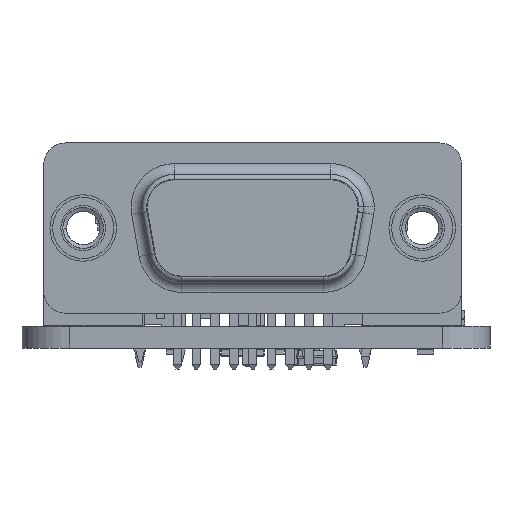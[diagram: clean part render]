
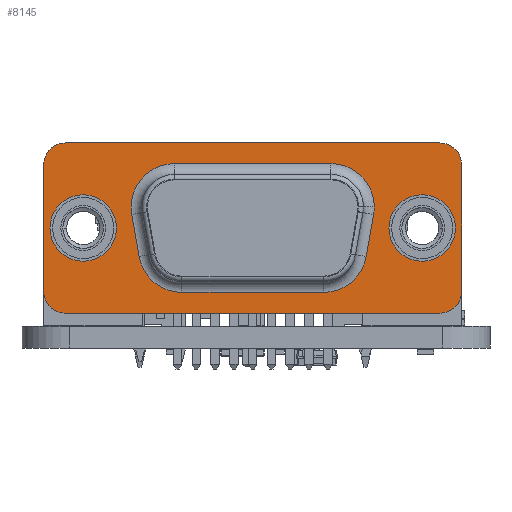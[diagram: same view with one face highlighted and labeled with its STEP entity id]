
A CAD part, left-side view. The second image highlights one B-rep face of the part: STEP entity #8145.
In plain terms, the highlighted face is planar.
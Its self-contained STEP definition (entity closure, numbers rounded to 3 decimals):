
#7788 = VERTEX_POINT('',#7789);
#7789 = CARTESIAN_POINT('',(14.945,7.2,9.5));
#7795 = EDGE_CURVE('',#7796,#7788,#7798,.T.);
#7796 = VERTEX_POINT('',#7797);
#7797 = CARTESIAN_POINT('',(10.045,7.2,9.5));
#7798 = CIRCLE('',#7799,2.45);
#7799 = AXIS2_PLACEMENT_3D('',#7800,#7801,#7802);
#7800 = CARTESIAN_POINT('',(12.495,7.2,9.5));
#7801 = DIRECTION('',(0.,0.,1.));
#7802 = DIRECTION('',(-1.,0.,0.));
#7830 = VERTEX_POINT('',#7831);
#7831 = CARTESIAN_POINT('',(-10.045,7.2,9.5));
#7837 = EDGE_CURVE('',#7838,#7830,#7840,.T.);
#7838 = VERTEX_POINT('',#7839);
#7839 = CARTESIAN_POINT('',(-14.945,7.2,9.5));
#7840 = CIRCLE('',#7841,2.45);
#7841 = AXIS2_PLACEMENT_3D('',#7842,#7843,#7844);
#7842 = CARTESIAN_POINT('',(-12.495,7.2,9.5));
#7843 = DIRECTION('',(0.,0.,1.));
#7844 = DIRECTION('',(1.,0.,0.));
#7912 = VERTEX_POINT('',#7913);
#7913 = CARTESIAN_POINT('',(5.765,11.95,9.5));
#7922 = EDGE_CURVE('',#7912,#7923,#7925,.T.);
#7923 = VERTEX_POINT('',#7924);
#7924 = CARTESIAN_POINT('',(8.965,8.75,9.5));
#7925 = CIRCLE('',#7926,3.2);
#7926 = AXIS2_PLACEMENT_3D('',#7927,#7928,#7929);
#7927 = CARTESIAN_POINT('',(5.765,8.75,9.5));
#7928 = DIRECTION('',(0.,-0.,-1.));
#7929 = DIRECTION('',(1.,0.,0.));
#8145 = ADVANCED_FACE('',(#8146,#8156,#8166,#8235),#8305,.T.);
#8146 = FACE_BOUND('',#8147,.T.);
#8147 = EDGE_LOOP('',(#8148,#8155));
#8148 = ORIENTED_EDGE('',*,*,#8149,.F.);
#8149 = EDGE_CURVE('',#7788,#7796,#8150,.T.);
#8150 = CIRCLE('',#8151,2.45);
#8151 = AXIS2_PLACEMENT_3D('',#8152,#8153,#8154);
#8152 = CARTESIAN_POINT('',(12.495,7.2,9.5));
#8153 = DIRECTION('',(0.,0.,1.));
#8154 = DIRECTION('',(-1.,0.,0.));
#8155 = ORIENTED_EDGE('',*,*,#7795,.F.);
#8156 = FACE_BOUND('',#8157,.T.);
#8157 = EDGE_LOOP('',(#8158,#8165));
#8158 = ORIENTED_EDGE('',*,*,#8159,.F.);
#8159 = EDGE_CURVE('',#7830,#7838,#8160,.T.);
#8160 = CIRCLE('',#8161,2.45);
#8161 = AXIS2_PLACEMENT_3D('',#8162,#8163,#8164);
#8162 = CARTESIAN_POINT('',(-12.495,7.2,9.5));
#8163 = DIRECTION('',(0.,0.,1.));
#8164 = DIRECTION('',(1.,0.,0.));
#8165 = ORIENTED_EDGE('',*,*,#7837,.F.);
#8166 = FACE_BOUND('',#8167,.T.);
#8167 = EDGE_LOOP('',(#8168,#8176,#8177,#8186,#8194,#8203,#8211,#8220,
    #8228));
#8168 = ORIENTED_EDGE('',*,*,#8169,.T.);
#8169 = EDGE_CURVE('',#8170,#7912,#8172,.T.);
#8170 = VERTEX_POINT('',#8171);
#8171 = CARTESIAN_POINT('',(-5.765,11.95,9.5));
#8172 = LINE('',#8173,#8174);
#8173 = CARTESIAN_POINT('',(0.,11.95,9.5));
#8174 = VECTOR('',#8175,1.);
#8175 = DIRECTION('',(1.,0.,0.));
#8176 = ORIENTED_EDGE('',*,*,#7922,.T.);
#8177 = ORIENTED_EDGE('',*,*,#8178,.T.);
#8178 = EDGE_CURVE('',#7923,#8179,#8181,.T.);
#8179 = VERTEX_POINT('',#8180);
#8180 = CARTESIAN_POINT('',(8.916,8.194,9.5));
#8181 = CIRCLE('',#8182,3.2);
#8182 = AXIS2_PLACEMENT_3D('',#8183,#8184,#8185);
#8183 = CARTESIAN_POINT('',(5.765,8.75,9.5));
#8184 = DIRECTION('',(0.,0.,-1.));
#8185 = DIRECTION('',(1.,0.,0.));
#8186 = ORIENTED_EDGE('',*,*,#8187,.T.);
#8187 = EDGE_CURVE('',#8179,#8188,#8190,.T.);
#8188 = VERTEX_POINT('',#8189);
#8189 = CARTESIAN_POINT('',(8.37,5.094,9.5));
#8190 = LINE('',#8191,#8192);
#8191 = CARTESIAN_POINT('',(8.477,5.705,9.5));
#8192 = VECTOR('',#8193,1.);
#8193 = DIRECTION('',(-0.174,-0.985,-0.));
#8194 = ORIENTED_EDGE('',*,*,#8195,.T.);
#8195 = EDGE_CURVE('',#8188,#8196,#8198,.T.);
#8196 = VERTEX_POINT('',#8197);
#8197 = CARTESIAN_POINT('',(5.218,2.45,9.5));
#8198 = CIRCLE('',#8199,3.2);
#8199 = AXIS2_PLACEMENT_3D('',#8200,#8201,#8202);
#8200 = CARTESIAN_POINT('',(5.218,5.65,9.5));
#8201 = DIRECTION('',(0.,0.,-1.));
#8202 = DIRECTION('',(1.,0.,0.));
#8203 = ORIENTED_EDGE('',*,*,#8204,.T.);
#8204 = EDGE_CURVE('',#8196,#8205,#8207,.T.);
#8205 = VERTEX_POINT('',#8206);
#8206 = CARTESIAN_POINT('',(-5.218,2.45,9.5));
#8207 = LINE('',#8208,#8209);
#8208 = CARTESIAN_POINT('',(0.,2.45,9.5));
#8209 = VECTOR('',#8210,1.);
#8210 = DIRECTION('',(-1.,-0.,-0.));
#8211 = ORIENTED_EDGE('',*,*,#8212,.T.);
#8212 = EDGE_CURVE('',#8205,#8213,#8215,.T.);
#8213 = VERTEX_POINT('',#8214);
#8214 = CARTESIAN_POINT('',(-8.37,5.094,9.5));
#8215 = CIRCLE('',#8216,3.2);
#8216 = AXIS2_PLACEMENT_3D('',#8217,#8218,#8219);
#8217 = CARTESIAN_POINT('',(-5.218,5.65,9.5));
#8218 = DIRECTION('',(0.,0.,-1.));
#8219 = DIRECTION('',(1.,0.,0.));
#8220 = ORIENTED_EDGE('',*,*,#8221,.T.);
#8221 = EDGE_CURVE('',#8213,#8222,#8224,.T.);
#8222 = VERTEX_POINT('',#8223);
#8223 = CARTESIAN_POINT('',(-8.916,8.194,9.5));
#8224 = LINE('',#8225,#8226);
#8225 = CARTESIAN_POINT('',(-8.477,5.705,9.5));
#8226 = VECTOR('',#8227,1.);
#8227 = DIRECTION('',(-0.174,0.985,0.));
#8228 = ORIENTED_EDGE('',*,*,#8229,.T.);
#8229 = EDGE_CURVE('',#8222,#8170,#8230,.T.);
#8230 = CIRCLE('',#8231,3.2);
#8231 = AXIS2_PLACEMENT_3D('',#8232,#8233,#8234);
#8232 = CARTESIAN_POINT('',(-5.765,8.75,9.5));
#8233 = DIRECTION('',(0.,0.,-1.));
#8234 = DIRECTION('',(1.,0.,0.));
#8235 = FACE_BOUND('',#8236,.T.);
#8236 = EDGE_LOOP('',(#8237,#8247,#8256,#8264,#8273,#8281,#8290,#8298));
#8237 = ORIENTED_EDGE('',*,*,#8238,.T.);
#8238 = EDGE_CURVE('',#8239,#8241,#8243,.T.);
#8239 = VERTEX_POINT('',#8240);
#8240 = CARTESIAN_POINT('',(-15.405,11.875,9.5));
#8241 = VERTEX_POINT('',#8242);
#8242 = CARTESIAN_POINT('',(-15.405,2.525,9.5));
#8243 = LINE('',#8244,#8245);
#8244 = CARTESIAN_POINT('',(-15.405,0.925,9.5));
#8245 = VECTOR('',#8246,1.);
#8246 = DIRECTION('',(-0.,-1.,-0.));
#8247 = ORIENTED_EDGE('',*,*,#8248,.T.);
#8248 = EDGE_CURVE('',#8241,#8249,#8251,.T.);
#8249 = VERTEX_POINT('',#8250);
#8250 = CARTESIAN_POINT('',(-13.805,0.925,9.5));
#8251 = CIRCLE('',#8252,1.6);
#8252 = AXIS2_PLACEMENT_3D('',#8253,#8254,#8255);
#8253 = CARTESIAN_POINT('',(-13.805,2.525,9.5));
#8254 = DIRECTION('',(0.,0.,1.));
#8255 = DIRECTION('',(1.,0.,0.));
#8256 = ORIENTED_EDGE('',*,*,#8257,.T.);
#8257 = EDGE_CURVE('',#8249,#8258,#8260,.T.);
#8258 = VERTEX_POINT('',#8259);
#8259 = CARTESIAN_POINT('',(13.805,0.925,9.5));
#8260 = LINE('',#8261,#8262);
#8261 = CARTESIAN_POINT('',(15.405,0.925,9.5));
#8262 = VECTOR('',#8263,1.);
#8263 = DIRECTION('',(1.,0.,0.));
#8264 = ORIENTED_EDGE('',*,*,#8265,.T.);
#8265 = EDGE_CURVE('',#8258,#8266,#8268,.T.);
#8266 = VERTEX_POINT('',#8267);
#8267 = CARTESIAN_POINT('',(15.405,2.525,9.5));
#8268 = CIRCLE('',#8269,1.6);
#8269 = AXIS2_PLACEMENT_3D('',#8270,#8271,#8272);
#8270 = CARTESIAN_POINT('',(13.805,2.525,9.5));
#8271 = DIRECTION('',(0.,0.,1.));
#8272 = DIRECTION('',(1.,0.,0.));
#8273 = ORIENTED_EDGE('',*,*,#8274,.T.);
#8274 = EDGE_CURVE('',#8266,#8275,#8277,.T.);
#8275 = VERTEX_POINT('',#8276);
#8276 = CARTESIAN_POINT('',(15.405,11.875,9.5));
#8277 = LINE('',#8278,#8279);
#8278 = CARTESIAN_POINT('',(15.405,0.925,9.5));
#8279 = VECTOR('',#8280,1.);
#8280 = DIRECTION('',(0.,1.,0.));
#8281 = ORIENTED_EDGE('',*,*,#8282,.T.);
#8282 = EDGE_CURVE('',#8275,#8283,#8285,.T.);
#8283 = VERTEX_POINT('',#8284);
#8284 = CARTESIAN_POINT('',(13.805,13.475,9.5));
#8285 = CIRCLE('',#8286,1.6);
#8286 = AXIS2_PLACEMENT_3D('',#8287,#8288,#8289);
#8287 = CARTESIAN_POINT('',(13.805,11.875,9.5));
#8288 = DIRECTION('',(0.,0.,1.));
#8289 = DIRECTION('',(1.,0.,0.));
#8290 = ORIENTED_EDGE('',*,*,#8291,.T.);
#8291 = EDGE_CURVE('',#8283,#8292,#8294,.T.);
#8292 = VERTEX_POINT('',#8293);
#8293 = CARTESIAN_POINT('',(-13.805,13.475,9.5));
#8294 = LINE('',#8295,#8296);
#8295 = CARTESIAN_POINT('',(15.405,13.475,9.5));
#8296 = VECTOR('',#8297,1.);
#8297 = DIRECTION('',(-1.,0.,0.));
#8298 = ORIENTED_EDGE('',*,*,#8299,.T.);
#8299 = EDGE_CURVE('',#8292,#8239,#8300,.T.);
#8300 = CIRCLE('',#8301,1.6);
#8301 = AXIS2_PLACEMENT_3D('',#8302,#8303,#8304);
#8302 = CARTESIAN_POINT('',(-13.805,11.875,9.5));
#8303 = DIRECTION('',(0.,0.,1.));
#8304 = DIRECTION('',(1.,0.,0.));
#8305 = PLANE('',#8306);
#8306 = AXIS2_PLACEMENT_3D('',#8307,#8308,#8309);
#8307 = CARTESIAN_POINT('',(0.,7.2,9.5));
#8308 = DIRECTION('',(0.,0.,1.));
#8309 = DIRECTION('',(1.,0.,0.));
